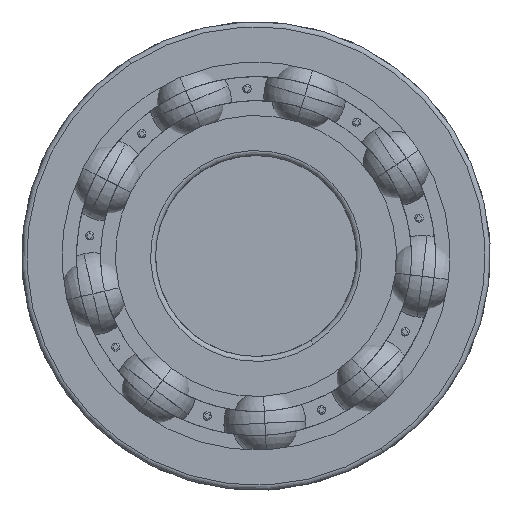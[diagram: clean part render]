
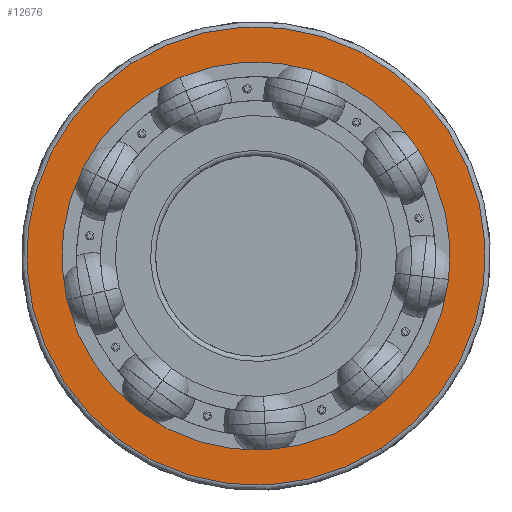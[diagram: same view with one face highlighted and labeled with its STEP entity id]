
A CAD part, left-side view. The second image highlights one B-rep face of the part: STEP entity #12676.
In plain terms, the highlighted planar face has unit normal (-1, 0, 0).
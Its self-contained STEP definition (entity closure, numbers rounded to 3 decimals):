
#308 = VERTEX_POINT ( 'NONE', #693 ) ;
#693 = CARTESIAN_POINT ( 'NONE',  ( -4., 0., -11.6 ) ) ;
#1422 = EDGE_CURVE ( 'NONE', #3266, #7428, #4925, .T. ) ;
#1823 = DIRECTION ( 'NONE',  ( 0., 0., 1. ) ) ;
#2591 = DIRECTION ( 'NONE',  ( -1., 0., 0. ) ) ;
#3191 = CARTESIAN_POINT ( 'NONE',  ( -4., 0., -13.7 ) ) ;
#3266 = VERTEX_POINT ( 'NONE', #7607 ) ;
#3523 = AXIS2_PLACEMENT_3D ( 'NONE', #11401, #10201, #5998 ) ;
#3664 = EDGE_LOOP ( 'NONE', ( #11158, #8102 ) ) ;
#3855 = ORIENTED_EDGE ( 'NONE', *, *, #12248, .T. ) ;
#3858 = FACE_OUTER_BOUND ( 'NONE', #12932, .T. ) ;
#4873 = AXIS2_PLACEMENT_3D ( 'NONE', #11362, #4901, #13780 ) ;
#4901 = DIRECTION ( 'NONE',  ( -1., 0., 0. ) ) ;
#4925 = CIRCLE ( 'NONE', #12859, 13.7 ) ;
#4926 = AXIS2_PLACEMENT_3D ( 'NONE', #9122, #2591, #13436 ) ;
#5102 = CIRCLE ( 'NONE', #4873, 11.6 ) ;
#5924 = FACE_BOUND ( 'NONE', #3664, .T. ) ;
#5942 = CARTESIAN_POINT ( 'NONE',  ( -4., 0., 0. ) ) ;
#5998 = DIRECTION ( 'NONE',  ( 0., 0., 1. ) ) ;
#6170 = VERTEX_POINT ( 'NONE', #7177 ) ;
#7177 = CARTESIAN_POINT ( 'NONE',  ( -4., 0., 11.6 ) ) ;
#7414 = AXIS2_PLACEMENT_3D ( 'NONE', #9482, #11740, #1823 ) ;
#7428 = VERTEX_POINT ( 'NONE', #3191 ) ;
#7607 = CARTESIAN_POINT ( 'NONE',  ( -4., 0., 13.7 ) ) ;
#7868 = CIRCLE ( 'NONE', #7414, 13.7 ) ;
#8102 = ORIENTED_EDGE ( 'NONE', *, *, #10183, .F. ) ;
#8222 = DIRECTION ( 'NONE',  ( -1., 0., 0. ) ) ;
#9122 = CARTESIAN_POINT ( 'NONE',  ( -4., 0., 0. ) ) ;
#9479 = EDGE_CURVE ( 'NONE', #6170, #308, #5102, .T. ) ;
#9482 = CARTESIAN_POINT ( 'NONE',  ( -4., 0., 0. ) ) ;
#10183 = EDGE_CURVE ( 'NONE', #308, #6170, #12133, .T. ) ;
#10201 = DIRECTION ( 'NONE',  ( -1., 0., 0. ) ) ;
#10393 = PLANE ( 'NONE',  #4926 ) ;
#11158 = ORIENTED_EDGE ( 'NONE', *, *, #9479, .F. ) ;
#11336 = DIRECTION ( 'NONE',  ( 0., 0., 1. ) ) ;
#11362 = CARTESIAN_POINT ( 'NONE',  ( -4., 0., 0. ) ) ;
#11401 = CARTESIAN_POINT ( 'NONE',  ( -4., 0., 0. ) ) ;
#11740 = DIRECTION ( 'NONE',  ( -1., 0., 0. ) ) ;
#12133 = CIRCLE ( 'NONE', #3523, 11.6 ) ;
#12248 = EDGE_CURVE ( 'NONE', #7428, #3266, #7868, .T. ) ;
#12436 = ORIENTED_EDGE ( 'NONE', *, *, #1422, .T. ) ;
#12676 = ADVANCED_FACE ( 'NONE', ( #5924, #3858 ), #10393, .T. ) ;
#12859 = AXIS2_PLACEMENT_3D ( 'NONE', #5942, #8222, #11336 ) ;
#12932 = EDGE_LOOP ( 'NONE', ( #12436, #3855 ) ) ;
#13436 = DIRECTION ( 'NONE',  ( 0., 0., 1. ) ) ;
#13780 = DIRECTION ( 'NONE',  ( 0., 0., 1. ) ) ;
